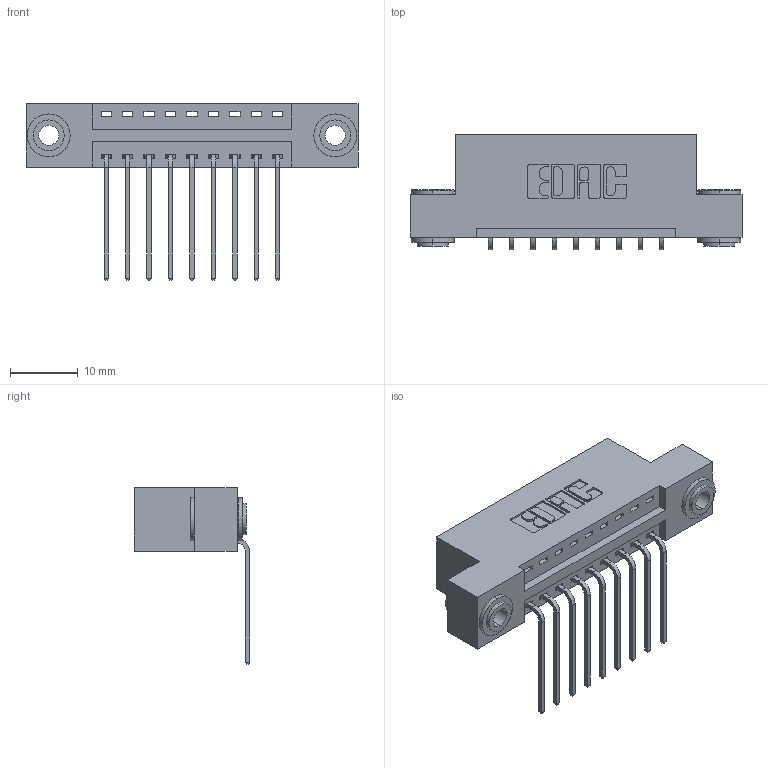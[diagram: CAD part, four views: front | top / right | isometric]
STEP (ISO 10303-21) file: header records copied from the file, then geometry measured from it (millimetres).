
FILE_DESCRIPTION (( 'STEP AP203' ), '1' );
FILE_NAME ('396-009-559-103.STEP', '2019-10-31T20:04:46', ( '' ), ( '' ), 'SwSTEP 2.0', 'SolidWorks 2016', '' );
FILE_SCHEMA (( 'CONFIG_CONTROL_DESIGN' ));
Length unit declared in the file: inch
Products named in the file (4): 346 Part_Flush Mounting Lugs - 0.156 Dia-TH; 345-292-001_558 559 Tail - 1; 345-250-002_345-250-002-102; 396-009-559-103
Assembly tree (12 placements, depth 2):
  396-009-559-103
    346 Part_Flush Mounting Lugs - 0.156 Dia-TH
    345-292-001_558 559 Tail - 1  x9
    345-250-002_345-250-002-102  x2
Bounding box: 49.15 x 17.08 x 26.16 mm (x, y, z)
Volume: 4526.7 mm3; surface area: 5699.7 mm2
Topology: 12 solids, 12 shells, 700 faces, 2043 edges, 1346 vertices
Faces by surface type: plane 464, cylinder 228, cone 8
Entity records: 10762 total; most frequent: CARTESIAN_POINT 1834, ORIENTED_EDGE 1770, DIRECTION 1689, EDGE_CURVE 885, LINE 693, VECTOR 693, VERTEX_POINT 586, AXIS2_PLACEMENT_3D 498
